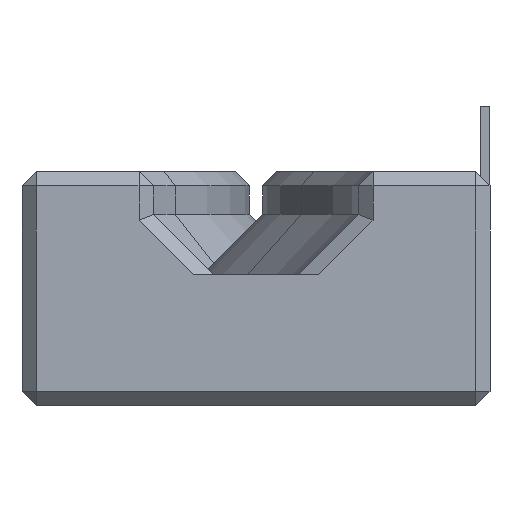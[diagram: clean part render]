
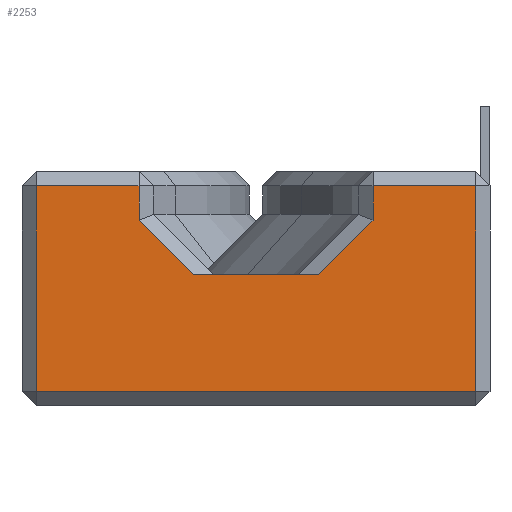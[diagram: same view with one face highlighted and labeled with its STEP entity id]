
A CAD part, front view. The second image highlights one B-rep face of the part: STEP entity #2253.
In plain terms, the highlighted planar face has unit normal (0, -1, 0).
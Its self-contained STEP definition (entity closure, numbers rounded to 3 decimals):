
#17 = LINE ( 'NONE', #1955, #2480 ) ;
#25 = ORIENTED_EDGE ( 'NONE', *, *, #888, .F. ) ;
#35 = CARTESIAN_POINT ( 'NONE',  ( 0., 0., 25. ) ) ;
#128 = EDGE_CURVE ( 'NONE', #239, #2329, #17, .T. ) ;
#131 = LINE ( 'NONE', #896, #495 ) ;
#132 = VERTEX_POINT ( 'NONE', #1346 ) ;
#182 = ORIENTED_EDGE ( 'NONE', *, *, #1248, .T. ) ;
#208 = VECTOR ( 'NONE', #2132, 1000. ) ;
#230 = VECTOR ( 'NONE', #705, 1000. ) ;
#239 = VERTEX_POINT ( 'NONE', #2053 ) ;
#273 = VECTOR ( 'NONE', #2176, 1000. ) ;
#312 = CARTESIAN_POINT ( 'NONE',  ( 50., 0., 1.5 ) ) ;
#329 = CARTESIAN_POINT ( 'NONE',  ( 37.5, 0., 23.5 ) ) ;
#332 = VERTEX_POINT ( 'NONE', #2098 ) ;
#362 = AXIS2_PLACEMENT_3D ( 'NONE', #35, #824, #2198 ) ;
#366 = VERTEX_POINT ( 'NONE', #2490 ) ;
#454 = CARTESIAN_POINT ( 'NONE',  ( 48.5, 0., 25. ) ) ;
#495 = VECTOR ( 'NONE', #1102, 1000. ) ;
#504 = CARTESIAN_POINT ( 'NONE',  ( 31.678, 0., 14. ) ) ;
#539 = LINE ( 'NONE', #776, #273 ) ;
#548 = CARTESIAN_POINT ( 'NONE',  ( 20.444, 0., 14. ) ) ;
#549 = CARTESIAN_POINT ( 'NONE',  ( 12.5, 0., 25. ) ) ;
#630 = VECTOR ( 'NONE', #1894, 1000. ) ;
#683 = LINE ( 'NONE', #312, #630 ) ;
#705 = DIRECTION ( 'NONE',  ( 0., 0., -1. ) ) ;
#707 = LINE ( 'NONE', #548, #832 ) ;
#739 = VERTEX_POINT ( 'NONE', #329 ) ;
#776 = CARTESIAN_POINT ( 'NONE',  ( 1.5, 0., 25. ) ) ;
#783 = EDGE_CURVE ( 'NONE', #366, #1740, #683, .T. ) ;
#799 = VERTEX_POINT ( 'NONE', #1073 ) ;
#821 = VERTEX_POINT ( 'NONE', #1334 ) ;
#824 = DIRECTION ( 'NONE',  ( 0., 1., 0. ) ) ;
#832 = VECTOR ( 'NONE', #2477, 1000. ) ;
#837 = ORIENTED_EDGE ( 'NONE', *, *, #856, .T. ) ;
#856 = EDGE_CURVE ( 'NONE', #332, #739, #2287, .T. ) ;
#877 = EDGE_LOOP ( 'NONE', ( #182, #25, #1300, #2033, #1404, #1164, #2527, #1088, #837, #2042 ) ) ;
#879 = CARTESIAN_POINT ( 'NONE',  ( 3.661, 0., 28.661 ) ) ;
#882 = VERTEX_POINT ( 'NONE', #504 ) ;
#888 = EDGE_CURVE ( 'NONE', #821, #882, #707, .T. ) ;
#889 = CARTESIAN_POINT ( 'NONE',  ( 1.5, 0., 23.5 ) ) ;
#896 = CARTESIAN_POINT ( 'NONE',  ( 21.339, 0., 3.661 ) ) ;
#986 = FACE_OUTER_BOUND ( 'NONE', #877, .T. ) ;
#1016 = VECTOR ( 'NONE', #2277, 1000. ) ;
#1073 = CARTESIAN_POINT ( 'NONE',  ( 12.5, 0., 19.822 ) ) ;
#1088 = ORIENTED_EDGE ( 'NONE', *, *, #1495, .T. ) ;
#1102 = DIRECTION ( 'NONE',  ( -0.707, 0., -0.707 ) ) ;
#1133 = LINE ( 'NONE', #2491, #230 ) ;
#1164 = ORIENTED_EDGE ( 'NONE', *, *, #2167, .T. ) ;
#1248 = EDGE_CURVE ( 'NONE', #132, #882, #131, .T. ) ;
#1300 = ORIENTED_EDGE ( 'NONE', *, *, #1968, .T. ) ;
#1334 = CARTESIAN_POINT ( 'NONE',  ( 18.322, 0., 14. ) ) ;
#1346 = CARTESIAN_POINT ( 'NONE',  ( 37.5, 0., 19.822 ) ) ;
#1404 = ORIENTED_EDGE ( 'NONE', *, *, #128, .T. ) ;
#1495 = EDGE_CURVE ( 'NONE', #1740, #332, #1631, .T. ) ;
#1631 = LINE ( 'NONE', #454, #2577 ) ;
#1735 = CARTESIAN_POINT ( 'NONE',  ( 0., 0., 23.5 ) ) ;
#1740 = VERTEX_POINT ( 'NONE', #1850 ) ;
#1758 = DIRECTION ( 'NONE',  ( -1., 0., 0. ) ) ;
#1827 = PLANE ( 'NONE',  #362 ) ;
#1850 = CARTESIAN_POINT ( 'NONE',  ( 48.5, 0., 1.5 ) ) ;
#1892 = EDGE_CURVE ( 'NONE', #739, #132, #1133, .T. ) ;
#1894 = DIRECTION ( 'NONE',  ( 1., 0., 0. ) ) ;
#1920 = VECTOR ( 'NONE', #2312, 1000. ) ;
#1955 = CARTESIAN_POINT ( 'NONE',  ( 0., 0., 23.5 ) ) ;
#1956 = LINE ( 'NONE', #549, #208 ) ;
#1968 = EDGE_CURVE ( 'NONE', #821, #799, #2455, .T. ) ;
#2033 = ORIENTED_EDGE ( 'NONE', *, *, #2559, .T. ) ;
#2042 = ORIENTED_EDGE ( 'NONE', *, *, #1892, .T. ) ;
#2053 = CARTESIAN_POINT ( 'NONE',  ( 12.5, 0., 23.5 ) ) ;
#2098 = CARTESIAN_POINT ( 'NONE',  ( 48.5, 0., 23.5 ) ) ;
#2132 = DIRECTION ( 'NONE',  ( 0., 0., 1. ) ) ;
#2167 = EDGE_CURVE ( 'NONE', #2329, #366, #539, .T. ) ;
#2176 = DIRECTION ( 'NONE',  ( 0., 0., -1. ) ) ;
#2198 = DIRECTION ( 'NONE',  ( 0., 0., 1. ) ) ;
#2253 = ADVANCED_FACE ( 'NONE', ( #986 ), #1827, .F. ) ;
#2277 = DIRECTION ( 'NONE',  ( -0.707, 0., 0.707 ) ) ;
#2287 = LINE ( 'NONE', #1735, #1920 ) ;
#2312 = DIRECTION ( 'NONE',  ( -1., 0., 0. ) ) ;
#2329 = VERTEX_POINT ( 'NONE', #889 ) ;
#2439 = DIRECTION ( 'NONE',  ( 0., 0., 1. ) ) ;
#2455 = LINE ( 'NONE', #879, #1016 ) ;
#2477 = DIRECTION ( 'NONE',  ( 1., 0., 0. ) ) ;
#2480 = VECTOR ( 'NONE', #1758, 1000. ) ;
#2490 = CARTESIAN_POINT ( 'NONE',  ( 1.5, 0., 1.5 ) ) ;
#2491 = CARTESIAN_POINT ( 'NONE',  ( 37.5, 0., 25. ) ) ;
#2527 = ORIENTED_EDGE ( 'NONE', *, *, #783, .T. ) ;
#2559 = EDGE_CURVE ( 'NONE', #799, #239, #1956, .T. ) ;
#2577 = VECTOR ( 'NONE', #2439, 1000. ) ;
